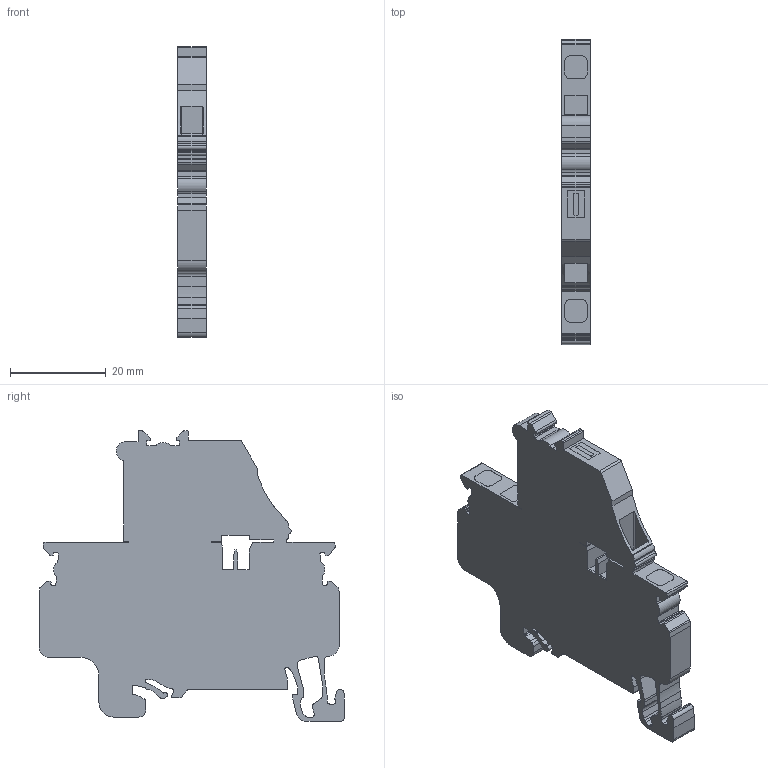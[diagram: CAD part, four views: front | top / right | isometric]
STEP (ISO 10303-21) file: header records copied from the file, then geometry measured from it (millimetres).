
FILE_DESCRIPTION (( 'STEP AP203' ), '1' );
FILE_NAME ('CXF4.STEP', '2024-11-22T12:09:19', ( '' ), ( '' ), 'SwSTEP 2.0', 'SolidWorks 2022', '' );
FILE_SCHEMA (( 'CONFIG_CONTROL_DESIGN' ));
Length unit declared in the file: millimetre
Products named in the file (1): CXF4
Bounding box: 6 x 63.85 x 60.7 mm (x, y, z)
Volume: 14456.3 mm3; surface area: 7309 mm2
Topology: 1 solids, 1 shells, 303 faces, 893 edges, 596 vertices
Faces by surface type: plane 168, cylinder 135
Entity records: 10292 total; most frequent: CARTESIAN_POINT 1853, ORIENTED_EDGE 1786, DIRECTION 1765, EDGE_CURVE 893, LINE 621, VECTOR 621, VERTEX_POINT 596, AXIS2_PLACEMENT_3D 572
